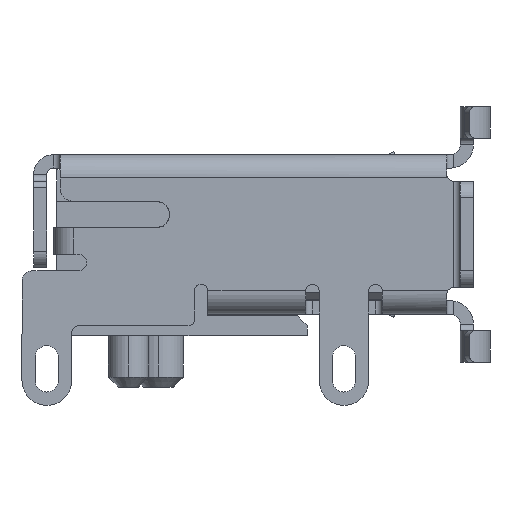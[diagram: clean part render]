
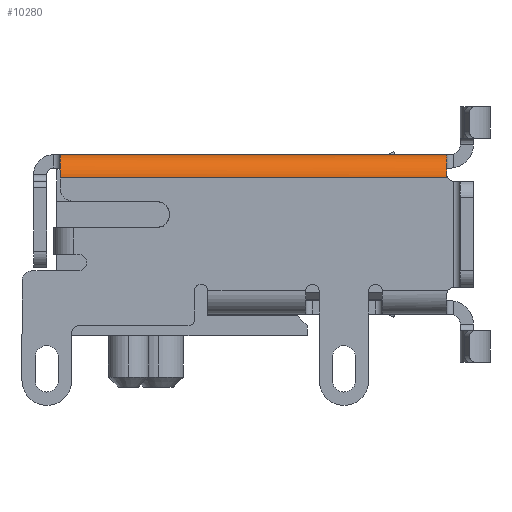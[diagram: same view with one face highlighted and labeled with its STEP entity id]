
A CAD part, left-side view. The second image highlights one B-rep face of the part: STEP entity #10280.
In plain terms, the highlighted cylindrical face has radius 0.7 mm (diameter 1.4 mm), a partial arc.
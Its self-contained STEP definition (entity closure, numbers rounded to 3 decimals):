
#5779=CARTESIAN_POINT('',(-8.88,-11.53,5.45));
#5780=VERTEX_POINT('',#5779);
#5787=CARTESIAN_POINT('',(-9.573,-11.53,4.85));
#5788=VERTEX_POINT('',#5787);
#5789=CARTESIAN_POINT('',(-8.88,-11.53,4.75));
#5790=DIRECTION('',(0.0,-1.0,0.0));
#5791=DIRECTION('',(0.0,0.0,1.0));
#5792=AXIS2_PLACEMENT_3D('',#5789,#5790,#5791);
#5793=CIRCLE('',#5792,0.7);
#5794=EDGE_CURVE('',#5780,#5788,#5793,.T.);
#8002=CARTESIAN_POINT('',(-9.58,-11.557,4.75));
#8003=VERTEX_POINT('',#8002);
#8011=CARTESIAN_POINT('',(-9.58,0.12,4.75));
#8012=VERTEX_POINT('',#8011);
#8013=CARTESIAN_POINT('',(-9.58,-11.557,4.75));
#8014=DIRECTION('',(0.0,1.0,0.0));
#8015=VECTOR('',#8014,11.677);
#8016=LINE('',#8013,#8015);
#8017=EDGE_CURVE('',#8003,#8012,#8016,.T.);
#8605=CARTESIAN_POINT('',(-8.88,0.12,5.45));
#8606=VERTEX_POINT('',#8605);
#8607=CARTESIAN_POINT('',(-8.88,0.12,4.75));
#8608=DIRECTION('',(0.0,1.0,0.0));
#8609=DIRECTION('',(-1.0,0.0,0.0));
#8610=AXIS2_PLACEMENT_3D('',#8607,#8608,#8609);
#8611=CIRCLE('',#8610,0.7);
#8612=EDGE_CURVE('',#8012,#8606,#8611,.T.);
#9208=CARTESIAN_POINT('',(-8.88,0.12,5.45));
#9209=DIRECTION('',(0.0,-1.0,0.0));
#9210=VECTOR('',#9209,11.65);
#9211=LINE('',#9208,#9210);
#9212=EDGE_CURVE('',#8606,#5780,#9211,.T.);
#10260=CARTESIAN_POINT('',(-8.88,0.136,4.75));
#10261=DIRECTION('',(0.,-1.0,0.));
#10262=DIRECTION('',(0.0,0.0,1.0));
#10263=AXIS2_PLACEMENT_3D('',#10260,#10261,#10262);
#10264=CYLINDRICAL_SURFACE('',#10263,0.7);
#10265=ORIENTED_EDGE('',*,*,#9212,.F.);
#10266=ORIENTED_EDGE('',*,*,#8612,.F.);
#10267=ORIENTED_EDGE('',*,*,#8017,.F.);
#10268=CARTESIAN_POINT('',(-9.58,-11.557,4.75));
#10269=CARTESIAN_POINT('',(-9.58,-11.551,4.76));
#10270=CARTESIAN_POINT('',(-9.58,-11.541,4.781));
#10271=CARTESIAN_POINT('',(-9.577,-11.532,4.815));
#10272=CARTESIAN_POINT('',(-9.574,-11.53,4.839));
#10273=CARTESIAN_POINT('',(-9.573,-11.53,4.85));
#10274=B_SPLINE_CURVE_WITH_KNOTS('',3,(#10268,#10269,#10270,#10271,#10272,#10273),.UNSPECIFIED.,.F.,.U.,(4,1,1,4),(0.0,0.333,0.667,1.0),.UNSPECIFIED.);
#10275=EDGE_CURVE('',#8003,#5788,#10274,.T.);
#10276=ORIENTED_EDGE('',*,*,#10275,.T.);
#10277=ORIENTED_EDGE('',*,*,#5794,.F.);
#10278=EDGE_LOOP('',(#10265,#10266,#10267,#10276,#10277));
#10279=FACE_OUTER_BOUND('',#10278,.T.);
#10280=ADVANCED_FACE('',(#10279),#10264,.T.);
